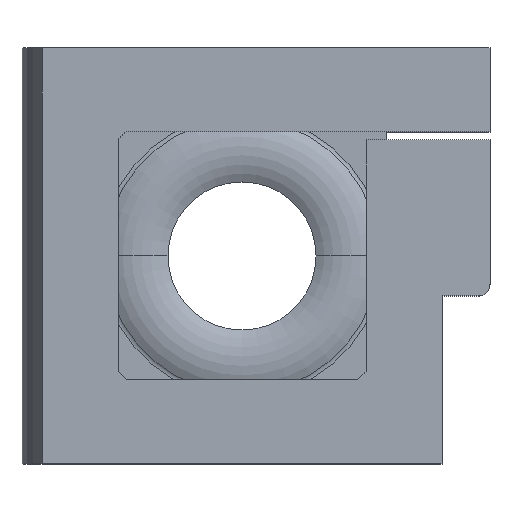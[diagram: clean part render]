
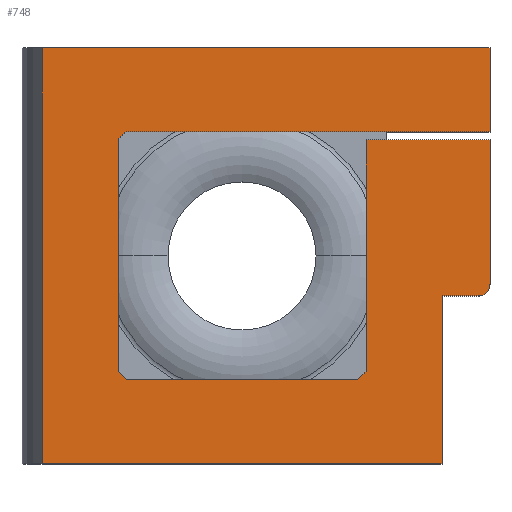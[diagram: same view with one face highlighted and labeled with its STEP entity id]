
A CAD part, top view. The second image highlights one B-rep face of the part: STEP entity #748.
In plain terms, the highlighted planar face has unit normal (0, 0, 1).
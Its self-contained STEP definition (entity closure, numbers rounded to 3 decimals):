
#13 = CARTESIAN_POINT ( 'NONE',  ( 15.5, -14.5, 7.75 ) ) ;
#56 = VECTOR ( 'NONE', #1691, 1000. ) ;
#72 = VERTEX_POINT ( 'NONE', #345 ) ;
#88 = LINE ( 'NONE', #2541, #1714 ) ;
#154 = VECTOR ( 'NONE', #2742, 1000. ) ;
#171 = ORIENTED_EDGE ( 'NONE', *, *, #2518, .F. ) ;
#173 = DIRECTION ( 'NONE',  ( 0., 1., 0. ) ) ;
#181 = CARTESIAN_POINT ( 'NONE',  ( 29.5, -5., 7.75 ) ) ;
#203 = LINE ( 'NONE', #1683, #1870 ) ;
#209 = ORIENTED_EDGE ( 'NONE', *, *, #1670, .F. ) ;
#320 = CARTESIAN_POINT ( 'NONE',  ( -24.999, -26., 7.75 ) ) ;
#321 = ORIENTED_EDGE ( 'NONE', *, *, #537, .F. ) ;
#345 = CARTESIAN_POINT ( 'NONE',  ( 31., 14.5, 7.75 ) ) ;
#354 = ORIENTED_EDGE ( 'NONE', *, *, #679, .F. ) ;
#436 = EDGE_CURVE ( 'NONE', #1755, #2288, #1296, .T. ) ;
#437 = LINE ( 'NONE', #2637, #1606 ) ;
#443 = VECTOR ( 'NONE', #1897, 1000. ) ;
#484 = DIRECTION ( 'NONE',  ( -0.707, 0.707, 0. ) ) ;
#494 = VERTEX_POINT ( 'NONE', #2691 ) ;
#537 = EDGE_CURVE ( 'NONE', #1937, #72, #1613, .T. ) ;
#590 = LINE ( 'NONE', #1503, #2681 ) ;
#614 = FACE_OUTER_BOUND ( 'NONE', #1311, .T. ) ;
#629 = VERTEX_POINT ( 'NONE', #13 ) ;
#649 = VECTOR ( 'NONE', #2477, 1000. ) ;
#654 = VECTOR ( 'NONE', #1488, 1000. ) ;
#657 = VERTEX_POINT ( 'NONE', #1083 ) ;
#672 = LINE ( 'NONE', #2542, #154 ) ;
#679 = EDGE_CURVE ( 'NONE', #494, #657, #2300, .T. ) ;
#693 = ORIENTED_EDGE ( 'NONE', *, *, #933, .T. ) ;
#695 = CARTESIAN_POINT ( 'NONE',  ( 29.5, -3.5, 7.75 ) ) ;
#700 = CARTESIAN_POINT ( 'NONE',  ( -15.5, 14.5, 7.75 ) ) ;
#703 = EDGE_CURVE ( 'NONE', #1457, #72, #2702, .T. ) ;
#748 = ADVANCED_FACE ( 'NONE', ( #614 ), #2294, .T. ) ;
#799 = VERTEX_POINT ( 'NONE', #1390 ) ;
#807 = DIRECTION ( 'NONE',  ( -0.707, -0.707, 0. ) ) ;
#910 = DIRECTION ( 'NONE',  ( 1., 0., 0. ) ) ;
#920 = CARTESIAN_POINT ( 'NONE',  ( 15.5, 14.5, 7.75 ) ) ;
#933 = EDGE_CURVE ( 'NONE', #629, #799, #2266, .T. ) ;
#962 = AXIS2_PLACEMENT_3D ( 'NONE', #695, #2182, #910 ) ;
#985 = LINE ( 'NONE', #1353, #2047 ) ;
#1017 = DIRECTION ( 'NONE',  ( 0., 1., 0. ) ) ;
#1045 = VERTEX_POINT ( 'NONE', #1069 ) ;
#1069 = CARTESIAN_POINT ( 'NONE',  ( -24.999, 26., 7.75 ) ) ;
#1083 = CARTESIAN_POINT ( 'NONE',  ( -15.5, -14.5, 7.75 ) ) ;
#1132 = EDGE_CURVE ( 'NONE', #1192, #1045, #672, .T. ) ;
#1192 = VERTEX_POINT ( 'NONE', #2370 ) ;
#1210 = EDGE_CURVE ( 'NONE', #1983, #2686, #985, .T. ) ;
#1213 = CARTESIAN_POINT ( 'NONE',  ( 31., -3.5, 7.75 ) ) ;
#1228 = ORIENTED_EDGE ( 'NONE', *, *, #1707, .F. ) ;
#1270 = ORIENTED_EDGE ( 'NONE', *, *, #1893, .T. ) ;
#1287 = CARTESIAN_POINT ( 'NONE',  ( -14.5, 15.5, 7.75 ) ) ;
#1296 = LINE ( 'NONE', #2272, #56 ) ;
#1311 = EDGE_LOOP ( 'NONE', ( #171, #209, #1540, #2130, #1697, #321, #1228, #693, #2230, #1270, #354, #1524, #2564, #2001, #2344, #2051 ) ) ;
#1353 = CARTESIAN_POINT ( 'NONE',  ( 15.5, 15.5, 7.75 ) ) ;
#1390 = CARTESIAN_POINT ( 'NONE',  ( 14.5, -15.5, 7.75 ) ) ;
#1412 = EDGE_CURVE ( 'NONE', #1421, #1045, #437, .T. ) ;
#1421 = VERTEX_POINT ( 'NONE', #320 ) ;
#1457 = VERTEX_POINT ( 'NONE', #1213 ) ;
#1488 = DIRECTION ( 'NONE',  ( 0., -1., 0. ) ) ;
#1503 = CARTESIAN_POINT ( 'NONE',  ( 15.5, -15.5, 7.75 ) ) ;
#1524 = ORIENTED_EDGE ( 'NONE', *, *, #2243, .T. ) ;
#1540 = ORIENTED_EDGE ( 'NONE', *, *, #436, .F. ) ;
#1541 = DIRECTION ( 'NONE',  ( 1., 0., 0. ) ) ;
#1567 = CARTESIAN_POINT ( 'NONE',  ( 31., -50., 7.75 ) ) ;
#1606 = VECTOR ( 'NONE', #2438, 1000. ) ;
#1613 = LINE ( 'NONE', #1643, #443 ) ;
#1627 = EDGE_CURVE ( 'NONE', #1983, #1192, #203, .T. ) ;
#1643 = CARTESIAN_POINT ( 'NONE',  ( 15.5, 14.5, 7.75 ) ) ;
#1670 = EDGE_CURVE ( 'NONE', #2288, #2161, #1747, .T. ) ;
#1683 = CARTESIAN_POINT ( 'NONE',  ( 31., -50., 7.75 ) ) ;
#1691 = DIRECTION ( 'NONE',  ( -1., 0., 0. ) ) ;
#1697 = ORIENTED_EDGE ( 'NONE', *, *, #703, .T. ) ;
#1707 = EDGE_CURVE ( 'NONE', #629, #1937, #590, .T. ) ;
#1714 = VECTOR ( 'NONE', #1541, 1000. ) ;
#1727 = AXIS2_PLACEMENT_3D ( 'NONE', #2687, #1933, #1903 ) ;
#1747 = LINE ( 'NONE', #2106, #654 ) ;
#1755 = VERTEX_POINT ( 'NONE', #181 ) ;
#1775 = CARTESIAN_POINT ( 'NONE',  ( -14.5, -15.5, 7.75 ) ) ;
#1776 = CIRCLE ( 'NONE', #962, 1.5 ) ;
#1782 = DIRECTION ( 'NONE',  ( 0., 1., 0. ) ) ;
#1798 = LINE ( 'NONE', #2275, #649 ) ;
#1842 = CARTESIAN_POINT ( 'NONE',  ( -14.5, -15.5, 7.75 ) ) ;
#1870 = VECTOR ( 'NONE', #1017, 1000. ) ;
#1883 = EDGE_CURVE ( 'NONE', #1755, #1457, #1776, .T. ) ;
#1893 = EDGE_CURVE ( 'NONE', #2436, #657, #2242, .T. ) ;
#1897 = DIRECTION ( 'NONE',  ( 1., 0., 0. ) ) ;
#1900 = VECTOR ( 'NONE', #1980, 1000. ) ;
#1903 = DIRECTION ( 'NONE',  ( 1., 0., 0. ) ) ;
#1933 = DIRECTION ( 'NONE',  ( 0., 0., 1. ) ) ;
#1937 = VERTEX_POINT ( 'NONE', #920 ) ;
#1980 = DIRECTION ( 'NONE',  ( 0.707, 0.707, 0. ) ) ;
#1983 = VERTEX_POINT ( 'NONE', #2399 ) ;
#2001 = ORIENTED_EDGE ( 'NONE', *, *, #1627, .T. ) ;
#2047 = VECTOR ( 'NONE', #2575, 1000. ) ;
#2051 = ORIENTED_EDGE ( 'NONE', *, *, #1412, .F. ) ;
#2080 = CARTESIAN_POINT ( 'NONE',  ( 15.5, -14.5, 7.75 ) ) ;
#2106 = CARTESIAN_POINT ( 'NONE',  ( 25., -5., 7.75 ) ) ;
#2130 = ORIENTED_EDGE ( 'NONE', *, *, #1883, .T. ) ;
#2152 = LINE ( 'NONE', #700, #1900 ) ;
#2161 = VERTEX_POINT ( 'NONE', #2461 ) ;
#2174 = VECTOR ( 'NONE', #1782, 1000. ) ;
#2182 = DIRECTION ( 'NONE',  ( 0., 0., 1. ) ) ;
#2204 = VECTOR ( 'NONE', #807, 1000. ) ;
#2230 = ORIENTED_EDGE ( 'NONE', *, *, #2741, .F. ) ;
#2237 = VECTOR ( 'NONE', #2378, 1000. ) ;
#2242 = LINE ( 'NONE', #1775, #2707 ) ;
#2243 = EDGE_CURVE ( 'NONE', #494, #2686, #2152, .T. ) ;
#2266 = LINE ( 'NONE', #2080, #2204 ) ;
#2272 = CARTESIAN_POINT ( 'NONE',  ( 31., -5., 7.75 ) ) ;
#2275 = CARTESIAN_POINT ( 'NONE',  ( 52., -26., 7.75 ) ) ;
#2288 = VERTEX_POINT ( 'NONE', #2403 ) ;
#2294 = PLANE ( 'NONE',  #1727 ) ;
#2300 = LINE ( 'NONE', #2726, #2237 ) ;
#2344 = ORIENTED_EDGE ( 'NONE', *, *, #1132, .T. ) ;
#2370 = CARTESIAN_POINT ( 'NONE',  ( 31., 26., 7.75 ) ) ;
#2378 = DIRECTION ( 'NONE',  ( 0., -1., 0. ) ) ;
#2399 = CARTESIAN_POINT ( 'NONE',  ( 31., 15.5, 7.75 ) ) ;
#2403 = CARTESIAN_POINT ( 'NONE',  ( 25., -5., 7.75 ) ) ;
#2436 = VERTEX_POINT ( 'NONE', #1842 ) ;
#2438 = DIRECTION ( 'NONE',  ( 0., 1., 0. ) ) ;
#2461 = CARTESIAN_POINT ( 'NONE',  ( 25., -26., 7.75 ) ) ;
#2477 = DIRECTION ( 'NONE',  ( -1., 0., 0. ) ) ;
#2518 = EDGE_CURVE ( 'NONE', #2161, #1421, #1798, .T. ) ;
#2541 = CARTESIAN_POINT ( 'NONE',  ( 15.5, -15.5, 7.75 ) ) ;
#2542 = CARTESIAN_POINT ( 'NONE',  ( 31., 26., 7.75 ) ) ;
#2564 = ORIENTED_EDGE ( 'NONE', *, *, #1210, .F. ) ;
#2575 = DIRECTION ( 'NONE',  ( -1., 0., 0. ) ) ;
#2637 = CARTESIAN_POINT ( 'NONE',  ( -24.999, -50., 7.75 ) ) ;
#2681 = VECTOR ( 'NONE', #173, 1000. ) ;
#2686 = VERTEX_POINT ( 'NONE', #1287 ) ;
#2687 = CARTESIAN_POINT ( 'NONE',  ( 0., 0., 7.75 ) ) ;
#2691 = CARTESIAN_POINT ( 'NONE',  ( -15.5, 14.5, 7.75 ) ) ;
#2702 = LINE ( 'NONE', #1567, #2174 ) ;
#2707 = VECTOR ( 'NONE', #484, 1000. ) ;
#2726 = CARTESIAN_POINT ( 'NONE',  ( -15.5, -15.5, 7.75 ) ) ;
#2741 = EDGE_CURVE ( 'NONE', #2436, #799, #88, .T. ) ;
#2742 = DIRECTION ( 'NONE',  ( -1., 0., 0. ) ) ;
